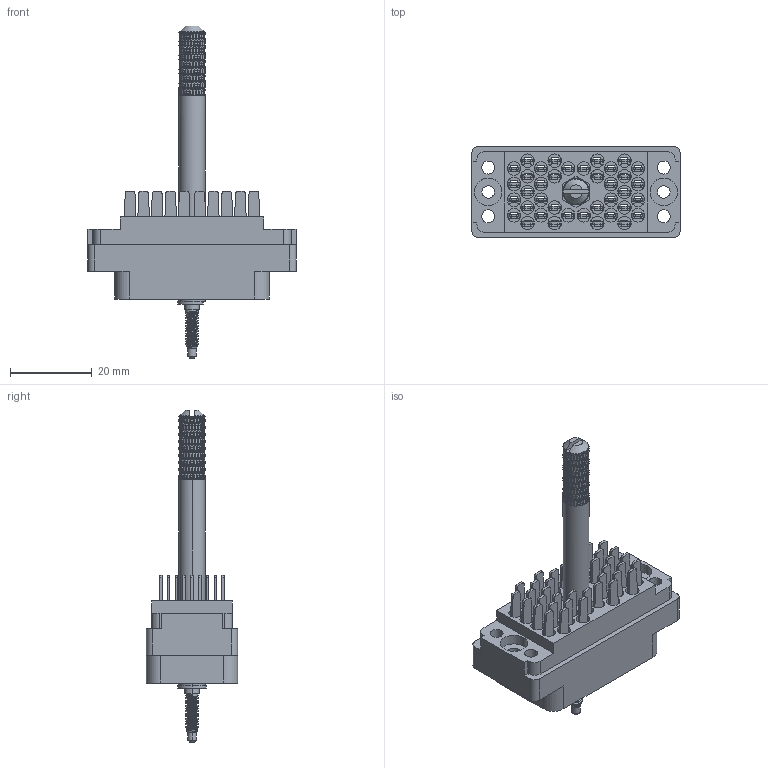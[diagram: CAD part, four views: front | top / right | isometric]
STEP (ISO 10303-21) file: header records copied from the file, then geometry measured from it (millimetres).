
FILE_DESCRIPTION (( 'STEP AP203' ), '1' );
FILE_NAME ('516-038-501-305.STEP', '2020-09-07T03:57:36', ( '' ), ( '' ), 'SwSTEP 2.0', 'SolidWorks 2020', '' );
FILE_SCHEMA (( 'CONFIG_CONTROL_DESIGN' ));
Length unit declared in the file: inch
Products named in the file (8): 516-251-035-100; 516-038-501-305; 516 Plug Insulator_038; 516-253-035-100; 516-292-001_501 Contact; Actuating Screw Assy 038-056; 516-253-138-107; 516-250-038-111
Assembly tree (45 placements, depth 3):
  516-038-501-305
    516 Plug Insulator_038
    516-292-001_501 Contact  x38
    Actuating Screw Assy 038-056
      516-251-035-100
      516-253-035-100  x2
      516-253-138-107
      516-250-038-111
Bounding box: 50.8 x 22.25 x 81.03 mm (x, y, z)
Volume: 12221.4 mm3; surface area: 20556 mm2
Topology: 44 solids, 44 shells, 5022 faces, 13504 edges, 8590 vertices
Faces by surface type: plane 2275, cylinder 1493, bspline 1234, cone 20
Entity records: 100434 total; most frequent: CARTESIAN_POINT 54121, ORIENTED_EDGE 11592, DIRECTION 6745, EDGE_CURVE 5796, VERTEX_POINT 3476, EDGE_LOOP 2468, ADVANCED_FACE 2352, FACE_OUTER_BOUND 2352
